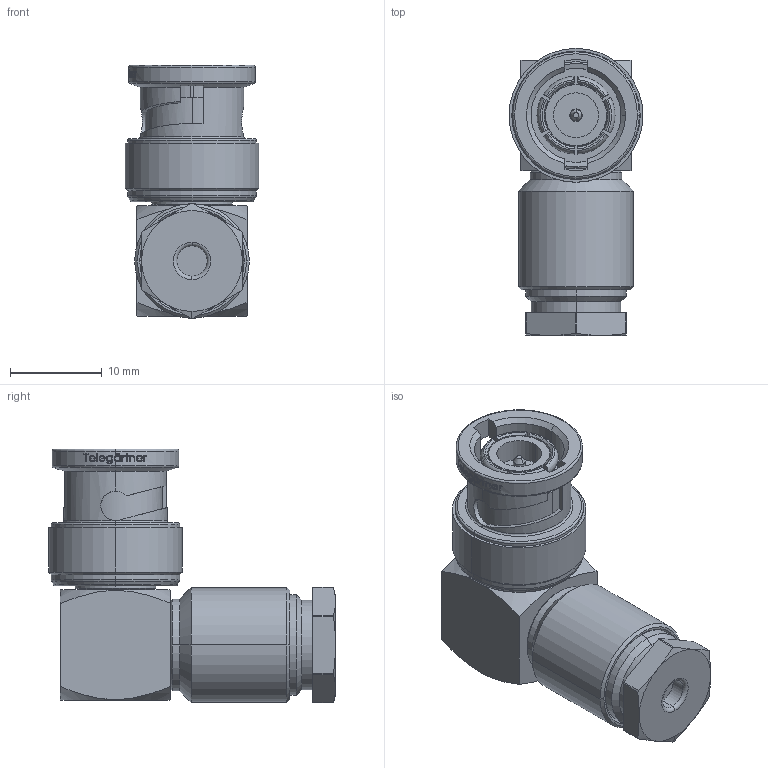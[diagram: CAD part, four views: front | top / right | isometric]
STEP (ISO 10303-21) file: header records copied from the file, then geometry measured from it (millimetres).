
FILE_DESCRIPTION (( 'STEP AP214' ), '1' );
FILE_NAME ('J01000A0006.STEP', '2019-07-02T13:00:05', ( '' ), ( '' ), 'SwSTEP 2.0', 'SolidWorks 2018', '' );
FILE_SCHEMA (( 'AUTOMOTIVE_DESIGN' ));
Length unit declared in the file: millimetre
Products named in the file (1): J01000A0006
Bounding box: 14.6 x 31.3 x 27.65 mm (x, y, z)
Volume: 5461.8 mm3; surface area: 2918.2 mm2
Topology: 1 solids, 1 shells, 345 faces, 881 edges, 570 vertices
Faces by surface type: plane 118, cylinder 80, bspline 78, cone 49, torus 20
Entity records: 17223 total; most frequent: CARTESIAN_POINT 5673, ORIENTED_EDGE 1762, DIRECTION 1395, EDGE_CURVE 881, VERTEX_POINT 570, AXIS2_PLACEMENT_3D 509, EDGE_LOOP 381, LINE 377
